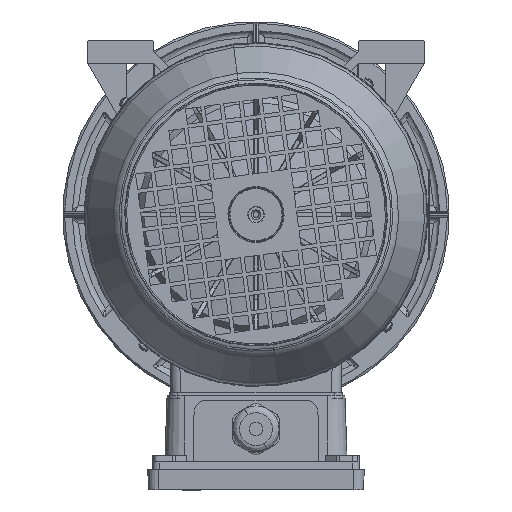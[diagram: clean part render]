
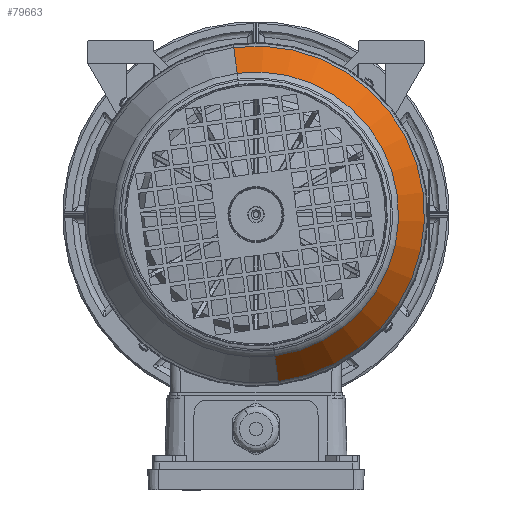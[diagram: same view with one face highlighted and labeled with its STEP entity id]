
A CAD part, left-side view. The second image highlights one B-rep face of the part: STEP entity #79663.
In plain terms, the highlighted conical face has half-angle 29.846 degrees and reference radius 71 mm.
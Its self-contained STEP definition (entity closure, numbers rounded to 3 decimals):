
#1150 = VERTEX_POINT ( 'NONE', #111799 ) ;
#1431 = CARTESIAN_POINT ( 'NONE',  ( 71.158, 0., 0. ) ) ;
#11563 = VERTEX_POINT ( 'NONE', #62425 ) ;
#15481 = DIRECTION ( 'NONE',  ( 0., 0., -1. ) ) ;
#18013 = ORIENTED_EDGE ( 'NONE', *, *, #101333, .F. ) ;
#22777 = CONICAL_SURFACE ( 'NONE', #62110, 71., 0.521 ) ;
#27861 = FACE_OUTER_BOUND ( 'NONE', #59774, .T. ) ;
#29362 = CARTESIAN_POINT ( 'NONE',  ( 76., 0., 0. ) ) ;
#38989 = EDGE_CURVE ( 'NONE', #11563, #85584, #117382, .T. ) ;
#43025 = AXIS2_PLACEMENT_3D ( 'NONE', #135430, #120889, #15481 ) ;
#49735 = ORIENTED_EDGE ( 'NONE', *, *, #61526, .T. ) ;
#59774 = EDGE_LOOP ( 'NONE', ( #18013, #126028, #97627, #49735 ) ) ;
#61526 = EDGE_CURVE ( 'NONE', #1150, #138675, #67666, .T. ) ;
#62110 = AXIS2_PLACEMENT_3D ( 'NONE', #29362, #110154, #143271 ) ;
#62425 = CARTESIAN_POINT ( 'NONE',  ( 71.158, 0., -73.778 ) ) ;
#65895 = AXIS2_PLACEMENT_3D ( 'NONE', #1431, #92346, #141506 ) ;
#67666 = CIRCLE ( 'NONE', #43025, 87.174 ) ;
#74671 = CARTESIAN_POINT ( 'NONE',  ( 76., 0., 71. ) ) ;
#79513 = VECTOR ( 'NONE', #98467, 1000. ) ;
#79663 = ADVANCED_FACE ( 'NONE', ( #27861 ), #22777, .T. ) ;
#85584 = VERTEX_POINT ( 'NONE', #108640 ) ;
#87904 = DIRECTION ( 'NONE',  ( -0.867, 0., -0.498 ) ) ;
#92346 = DIRECTION ( 'NONE',  ( -1., 0., 0. ) ) ;
#97627 = ORIENTED_EDGE ( 'NONE', *, *, #110370, .T. ) ;
#97748 = LINE ( 'NONE', #74671, #79513 ) ;
#98467 = DIRECTION ( 'NONE',  ( -0.867, 0., 0.498 ) ) ;
#101333 = EDGE_CURVE ( 'NONE', #11563, #138675, #111662, .T. ) ;
#108640 = CARTESIAN_POINT ( 'NONE',  ( 71.158, 0., 73.778 ) ) ;
#110154 = DIRECTION ( 'NONE',  ( -1., 0., 0. ) ) ;
#110370 = EDGE_CURVE ( 'NONE', #85584, #1150, #97748, .T. ) ;
#110902 = CARTESIAN_POINT ( 'NONE',  ( 76., 0., -71. ) ) ;
#111662 = LINE ( 'NONE', #110902, #150493 ) ;
#111799 = CARTESIAN_POINT ( 'NONE',  ( 47.812, 0., 87.174 ) ) ;
#117382 = CIRCLE ( 'NONE', #65895, 73.778 ) ;
#120889 = DIRECTION ( 'NONE',  ( 1., 0., 0. ) ) ;
#126028 = ORIENTED_EDGE ( 'NONE', *, *, #38989, .T. ) ;
#135430 = CARTESIAN_POINT ( 'NONE',  ( 47.812, 0., 0. ) ) ;
#138675 = VERTEX_POINT ( 'NONE', #142897 ) ;
#141506 = DIRECTION ( 'NONE',  ( 0., 0., -1. ) ) ;
#142897 = CARTESIAN_POINT ( 'NONE',  ( 47.812, 0., -87.174 ) ) ;
#143271 = DIRECTION ( 'NONE',  ( 0., 0., 1. ) ) ;
#150493 = VECTOR ( 'NONE', #87904, 1000. ) ;
